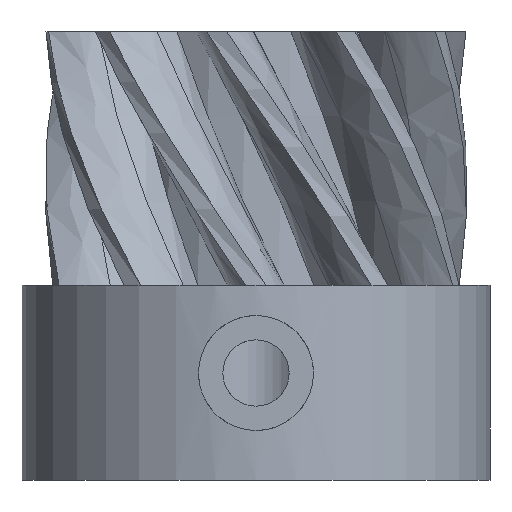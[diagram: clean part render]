
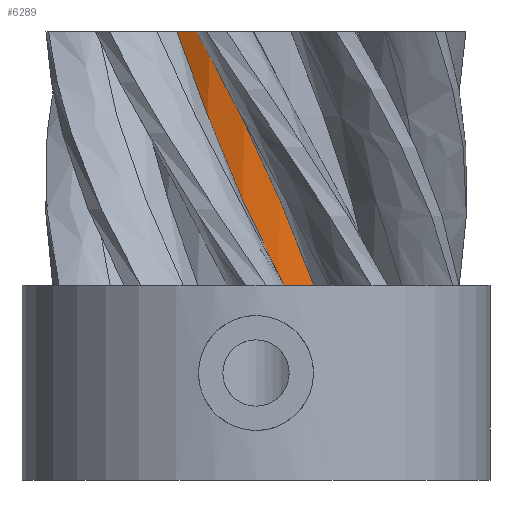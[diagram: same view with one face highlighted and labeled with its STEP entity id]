
A CAD part, left-side view. The second image highlights one B-rep face of the part: STEP entity #6289.
In plain terms, the highlighted free-form (B-spline) face has degree [1, 6] with [2, 7] control points.
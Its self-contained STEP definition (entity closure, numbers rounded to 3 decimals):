
#66 = PLANE('',#67);
#67 = AXIS2_PLACEMENT_3D('',#68,#69,#70);
#68 = CARTESIAN_POINT('',(0.,0.,0.));
#69 = DIRECTION('',(0.,0.,-1.));
#70 = DIRECTION('',(0.,-1.,0.));
#2817 = VERTEX_POINT('',#2818);
#2818 = CARTESIAN_POINT('',(-6.65,-1.155,0.));
#2830 = B_SPLINE_SURFACE_WITH_KNOTS('',1,7,(
    (#2831,#2832,#2833,#2834,#2835,#2836,#2837,#2838)
    ,(#2839,#2840,#2841,#2842,#2843,#2844,#2845,#2846
  )),.UNSPECIFIED.,.F.,.F.,.F.,(2,2),(8,8),(0.,1.707),(0.,
    13.026),.PIECEWISE_BEZIER_KNOTS.);
#2831 = CARTESIAN_POINT('',(-8.332,-1.447,0.));
#2832 = CARTESIAN_POINT('',(-8.502,-0.471,
    1.86));
#2833 = CARTESIAN_POINT('',(-8.537,0.522,
    3.714));
#2834 = CARTESIAN_POINT('',(-8.439,1.518,
    5.571));
#2835 = CARTESIAN_POINT('',(-8.202,2.497,
    7.43));
#2836 = CARTESIAN_POINT('',(-7.835,3.429,
    9.287));
#2837 = CARTESIAN_POINT('',(-7.352,4.297,11.142
    ));
#2838 = CARTESIAN_POINT('',(-6.755,5.088,
    13.002));
#2839 = CARTESIAN_POINT('',(-6.65,-1.155,0.));
#2840 = CARTESIAN_POINT('',(-6.786,-0.376,
    1.859));
#2841 = CARTESIAN_POINT('',(-6.814,0.417,
    3.714));
#2842 = CARTESIAN_POINT('',(-6.735,1.212,
    5.571));
#2843 = CARTESIAN_POINT('',(-6.546,1.993,
    7.43));
#2844 = CARTESIAN_POINT('',(-6.254,2.737,9.287)
  );
#2845 = CARTESIAN_POINT('',(-5.868,3.429,
    11.142));
#2846 = CARTESIAN_POINT('',(-5.391,4.061,
    13.001));
#2854 = EDGE_CURVE('',#2817,#2855,#2857,.T.);
#2855 = VERTEX_POINT('',#2856);
#2856 = CARTESIAN_POINT('',(-6.059,-2.974,0.));
#2857 = SURFACE_CURVE('',#2858,(#2861,#2867),.PCURVE_S1.);
#2858 = B_SPLINE_CURVE_WITH_KNOTS('',1,(#2859,#2860),.UNSPECIFIED.,.F.,
  .F.,(2,2),(0.,1.913),.PIECEWISE_BEZIER_KNOTS.);
#2859 = CARTESIAN_POINT('',(-6.65,-1.155,0.));
#2860 = CARTESIAN_POINT('',(-6.059,-2.974,0.));
#2861 = PCURVE('',#66,#2862);
#2862 = DEFINITIONAL_REPRESENTATION('',(#2863),#2866);
#2863 = B_SPLINE_CURVE_WITH_KNOTS('',1,(#2864,#2865),.UNSPECIFIED.,.F.,
  .F.,(2,2),(0.,1.913),.PIECEWISE_BEZIER_KNOTS.);
#2864 = CARTESIAN_POINT('',(1.155,6.65));
#2865 = CARTESIAN_POINT('',(2.974,6.059));
#2866 = ( GEOMETRIC_REPRESENTATION_CONTEXT(2) 
PARAMETRIC_REPRESENTATION_CONTEXT() REPRESENTATION_CONTEXT('2D SPACE',''
  ) );
#2867 = PCURVE('',#2868,#2883);
#2868 = B_SPLINE_SURFACE_WITH_KNOTS('',1,6,(
    (#2869,#2870,#2871,#2872,#2873,#2874,#2875)
    ,(#2876,#2877,#2878,#2879,#2880,#2881,#2882
  )),.UNSPECIFIED.,.F.,.F.,.F.,(2,2),(7,7),(0.,1.913),(0.,
    13.026),.PIECEWISE_BEZIER_KNOTS.);
#2869 = CARTESIAN_POINT('',(-6.65,-1.155,0.));
#2870 = CARTESIAN_POINT('',(-6.808,-0.246,
    2.169));
#2871 = CARTESIAN_POINT('',(-6.816,0.682,4.332)
  );
#2872 = CARTESIAN_POINT('',(-6.674,1.611,
    6.501));
#2873 = CARTESIAN_POINT('',(-6.376,2.502,8.669
    ));
#2874 = CARTESIAN_POINT('',(-5.947,3.324,
    10.832));
#2875 = CARTESIAN_POINT('',(-5.391,4.061,
    13.001));
#2876 = CARTESIAN_POINT('',(-6.059,-2.974,0.));
#2877 = CARTESIAN_POINT('',(-6.465,-2.145,
    2.169));
#2878 = CARTESIAN_POINT('',(-6.733,-1.258,
    4.332));
#2879 = CARTESIAN_POINT('',(-6.858,-0.326,
    6.501));
#2880 = CARTESIAN_POINT('',(-6.822,0.612,
    8.669));
#2881 = CARTESIAN_POINT('',(-6.641,1.522,
    10.832));
#2882 = CARTESIAN_POINT('',(-6.314,2.385,
    13.001));
#2883 = DEFINITIONAL_REPRESENTATION('',(#2884),#2888);
#2884 = LINE('',#2885,#2886);
#2885 = CARTESIAN_POINT('',(0.,0.));
#2886 = VECTOR('',#2887,1.);
#2887 = DIRECTION('',(1.,0.));
#2888 = ( GEOMETRIC_REPRESENTATION_CONTEXT(2) 
PARAMETRIC_REPRESENTATION_CONTEXT() REPRESENTATION_CONTEXT('2D SPACE',''
  ) );
#2904 = B_SPLINE_SURFACE_WITH_KNOTS('',1,7,(
    (#2905,#2906,#2907,#2908,#2909,#2910,#2911,#2912)
    ,(#2913,#2914,#2915,#2916,#2917,#2918,#2919,#2920
  )),.UNSPECIFIED.,.F.,.F.,.F.,(2,2),(8,8),(0.,1.707),(0.,
    13.026),.PIECEWISE_BEZIER_KNOTS.);
#2905 = CARTESIAN_POINT('',(-6.059,-2.974,0.));
#2906 = CARTESIAN_POINT('',(-6.407,-2.264,
    1.859));
#2907 = CARTESIAN_POINT('',(-6.657,-1.512,
    3.714));
#2908 = CARTESIAN_POINT('',(-6.805,-0.726,
    5.571));
#2909 = CARTESIAN_POINT('',(-6.842,0.077,
    7.43));
#2910 = CARTESIAN_POINT('',(-6.77,0.872,
    9.287));
#2911 = CARTESIAN_POINT('',(-6.594,1.646,
    11.142));
#2912 = CARTESIAN_POINT('',(-6.314,2.385,
    13.001));
#2913 = CARTESIAN_POINT('',(-7.592,-3.727,0.));
#2914 = CARTESIAN_POINT('',(-8.028,-2.837,
    1.86));
#2915 = CARTESIAN_POINT('',(-8.34,-1.894,
    3.714));
#2916 = CARTESIAN_POINT('',(-8.526,-0.91,
    5.571));
#2917 = CARTESIAN_POINT('',(-8.573,0.096,
    7.43));
#2918 = CARTESIAN_POINT('',(-8.483,1.093,
    9.287));
#2919 = CARTESIAN_POINT('',(-8.262,2.062,
    11.142));
#2920 = CARTESIAN_POINT('',(-7.911,2.988,
    13.002));
#4277 = PLANE('',#4278);
#4278 = AXIS2_PLACEMENT_3D('',#4279,#4280,#4281);
#4279 = CARTESIAN_POINT('',(0.001,0.001,
    13.001));
#4280 = DIRECTION('',(0.,0.,
    1.));
#4281 = DIRECTION('',(0.,1.,
    0.));
#6242 = EDGE_CURVE('',#2855,#6243,#6245,.T.);
#6243 = VERTEX_POINT('',#6244);
#6244 = CARTESIAN_POINT('',(-6.314,2.385,
    13.001));
#6245 = SURFACE_CURVE('',#6246,(#6254,#6261),.PCURVE_S1.);
#6246 = B_SPLINE_CURVE_WITH_KNOTS('',6,(#6247,#6248,#6249,#6250,#6251,
    #6252,#6253),.UNSPECIFIED.,.F.,.F.,(7,7),(0.,13.026),
  .PIECEWISE_BEZIER_KNOTS.);
#6247 = CARTESIAN_POINT('',(-6.059,-2.974,0.));
#6248 = CARTESIAN_POINT('',(-6.465,-2.145,
    2.169));
#6249 = CARTESIAN_POINT('',(-6.733,-1.258,
    4.332));
#6250 = CARTESIAN_POINT('',(-6.858,-0.326,
    6.501));
#6251 = CARTESIAN_POINT('',(-6.822,0.612,
    8.669));
#6252 = CARTESIAN_POINT('',(-6.641,1.522,
    10.832));
#6253 = CARTESIAN_POINT('',(-6.314,2.385,
    13.001));
#6254 = PCURVE('',#2904,#6255);
#6255 = DEFINITIONAL_REPRESENTATION('',(#6256),#6260);
#6256 = LINE('',#6257,#6258);
#6257 = CARTESIAN_POINT('',(0.,0.));
#6258 = VECTOR('',#6259,1.);
#6259 = DIRECTION('',(0.,1.));
#6260 = ( GEOMETRIC_REPRESENTATION_CONTEXT(2) 
PARAMETRIC_REPRESENTATION_CONTEXT() REPRESENTATION_CONTEXT('2D SPACE',''
  ) );
#6261 = PCURVE('',#2868,#6262);
#6262 = DEFINITIONAL_REPRESENTATION('',(#6263),#6267);
#6263 = LINE('',#6264,#6265);
#6264 = CARTESIAN_POINT('',(1.913,0.));
#6265 = VECTOR('',#6266,1.);
#6266 = DIRECTION('',(0.,1.));
#6267 = ( GEOMETRIC_REPRESENTATION_CONTEXT(2) 
PARAMETRIC_REPRESENTATION_CONTEXT() REPRESENTATION_CONTEXT('2D SPACE',''
  ) );
#6289 = ADVANCED_FACE('',(#6290),#2868,.T.);
#6290 = FACE_BOUND('',#6291,.T.);
#6291 = EDGE_LOOP('',(#6292,#6320,#6321,#6322));
#6292 = ORIENTED_EDGE('',*,*,#6293,.F.);
#6293 = EDGE_CURVE('',#2817,#6294,#6296,.T.);
#6294 = VERTEX_POINT('',#6295);
#6295 = CARTESIAN_POINT('',(-5.391,4.061,
    13.001));
#6296 = SURFACE_CURVE('',#6297,(#6306,#6313),.PCURVE_S1.);
#6297 = B_SPLINE_CURVE_WITH_KNOTS('',7,(#6298,#6299,#6300,#6301,#6302,
    #6303,#6304,#6305),.UNSPECIFIED.,.F.,.F.,(8,8),(0.,13.026),
  .PIECEWISE_BEZIER_KNOTS.);
#6298 = CARTESIAN_POINT('',(-6.65,-1.155,0.));
#6299 = CARTESIAN_POINT('',(-6.786,-0.376,
    1.859));
#6300 = CARTESIAN_POINT('',(-6.814,0.417,
    3.714));
#6301 = CARTESIAN_POINT('',(-6.735,1.212,
    5.571));
#6302 = CARTESIAN_POINT('',(-6.546,1.993,
    7.43));
#6303 = CARTESIAN_POINT('',(-6.254,2.737,9.287)
  );
#6304 = CARTESIAN_POINT('',(-5.868,3.429,
    11.142));
#6305 = CARTESIAN_POINT('',(-5.391,4.061,
    13.001));
#6306 = PCURVE('',#2868,#6307);
#6307 = DEFINITIONAL_REPRESENTATION('',(#6308),#6312);
#6308 = LINE('',#6309,#6310);
#6309 = CARTESIAN_POINT('',(0.,0.));
#6310 = VECTOR('',#6311,1.);
#6311 = DIRECTION('',(0.,1.));
#6312 = ( GEOMETRIC_REPRESENTATION_CONTEXT(2) 
PARAMETRIC_REPRESENTATION_CONTEXT() REPRESENTATION_CONTEXT('2D SPACE',''
  ) );
#6313 = PCURVE('',#2830,#6314);
#6314 = DEFINITIONAL_REPRESENTATION('',(#6315),#6319);
#6315 = LINE('',#6316,#6317);
#6316 = CARTESIAN_POINT('',(1.707,0.));
#6317 = VECTOR('',#6318,1.);
#6318 = DIRECTION('',(0.,1.));
#6319 = ( GEOMETRIC_REPRESENTATION_CONTEXT(2) 
PARAMETRIC_REPRESENTATION_CONTEXT() REPRESENTATION_CONTEXT('2D SPACE',''
  ) );
#6320 = ORIENTED_EDGE('',*,*,#2854,.T.);
#6321 = ORIENTED_EDGE('',*,*,#6242,.T.);
#6322 = ORIENTED_EDGE('',*,*,#6323,.F.);
#6323 = EDGE_CURVE('',#6294,#6243,#6324,.T.);
#6324 = SURFACE_CURVE('',#6325,(#6328,#6335),.PCURVE_S1.);
#6325 = B_SPLINE_CURVE_WITH_KNOTS('',1,(#6326,#6327),.UNSPECIFIED.,.F.,
  .F.,(2,2),(0.,1.913),.PIECEWISE_BEZIER_KNOTS.);
#6326 = CARTESIAN_POINT('',(-5.391,4.061,
    13.001));
#6327 = CARTESIAN_POINT('',(-6.314,2.385,
    13.001));
#6328 = PCURVE('',#2868,#6329);
#6329 = DEFINITIONAL_REPRESENTATION('',(#6330),#6334);
#6330 = LINE('',#6331,#6332);
#6331 = CARTESIAN_POINT('',(0.,13.026));
#6332 = VECTOR('',#6333,1.);
#6333 = DIRECTION('',(1.,0.));
#6334 = ( GEOMETRIC_REPRESENTATION_CONTEXT(2) 
PARAMETRIC_REPRESENTATION_CONTEXT() REPRESENTATION_CONTEXT('2D SPACE',''
  ) );
#6335 = PCURVE('',#4277,#6336);
#6336 = DEFINITIONAL_REPRESENTATION('',(#6337),#6340);
#6337 = B_SPLINE_CURVE_WITH_KNOTS('',1,(#6338,#6339),.UNSPECIFIED.,.F.,
  .F.,(2,2),(0.,1.913),.PIECEWISE_BEZIER_KNOTS.);
#6338 = CARTESIAN_POINT('',(4.06,5.392));
#6339 = CARTESIAN_POINT('',(2.384,6.315));
#6340 = ( GEOMETRIC_REPRESENTATION_CONTEXT(2) 
PARAMETRIC_REPRESENTATION_CONTEXT() REPRESENTATION_CONTEXT('2D SPACE',''
  ) );
